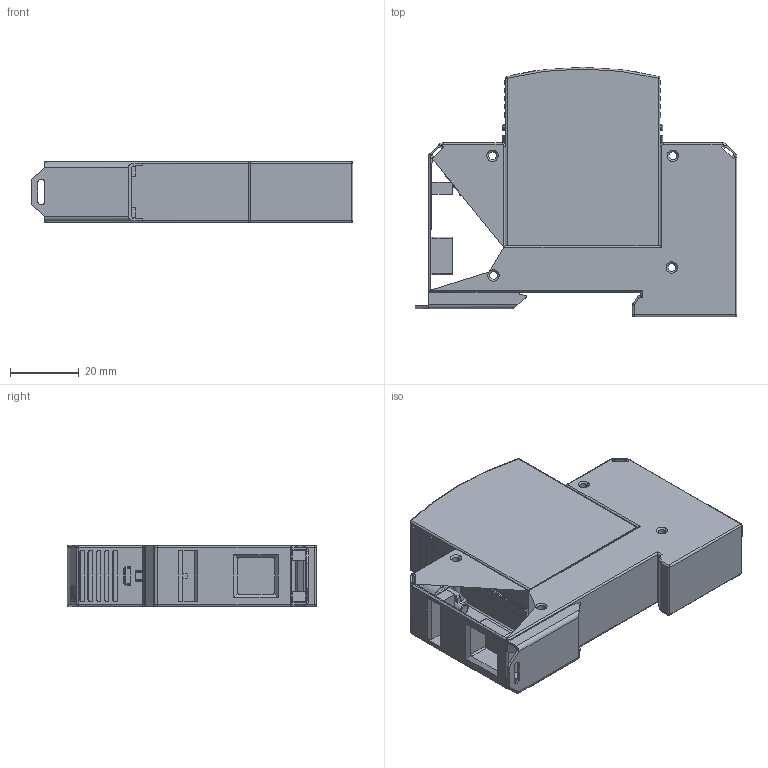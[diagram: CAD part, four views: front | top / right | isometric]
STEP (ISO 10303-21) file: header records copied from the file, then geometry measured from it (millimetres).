
FILE_DESCRIPTION((''),'2;1');
FILE_NAME('ETITEC_B_T12_1_0_RC_ASM','2021-02-02T',('marketing.praksa'),('Audax d.o.o.'),'CREO PARAMETRIC BY PTC INC, 2017480','CREO PARAMETRIC BY PTC INC, 2017480','');
FILE_SCHEMA(('AUTOMOTIVE_DESIGN { 1 0 10303 214 1 1 1 1 }'));
Products named in the file (18): BAZA_1TE_B2S_RC_ZASKOK_19_1_1_4; BAZA_1TE_B2S_RC_ZASKOK_19_2_1_2; BAZA_1TE_B2S_RC_ZASKOK_19_3_1_2; BAZA_1TE_B2S_RC_ZASKOK_19_ASM_5_ASM; OUTER_1TE_S_SHAPE_B2S_R_ASM_3_4_ASM; IZ506_504_ETITEC_B_1P0_RC_ASM_5_ASM; ASM0012_ASM_1_1_2_ASM; PRT0045; PRT0046; PRT0049; PRT0050; TMP_DWG_65_1_1_1_2_1_2_3_1_2__5; TMP_DWG_65_1_2_1_2_1_2_3_1_2__5; TMP_DWG_65_1_3_1_2_1_2_3_1_2__5; ASM0011_1_2_3_4_ASM; ASM0032_ASM; PRT0051; ETITEC_B_T12_1_0_RC_ASM
Assembly tree (17 placements, depth 6):
  ETITEC_B_T12_1_0_RC_ASM
    ASM0012_ASM_1_1_2_ASM
      IZ506_504_ETITEC_B_1P0_RC_ASM_5_ASM
        OUTER_1TE_S_SHAPE_B2S_R_ASM_3_4_ASM
          BAZA_1TE_B2S_RC_ZASKOK_19_ASM_5_ASM
            BAZA_1TE_B2S_RC_ZASKOK_19_1_1_4
            BAZA_1TE_B2S_RC_ZASKOK_19_2_1_2
            BAZA_1TE_B2S_RC_ZASKOK_19_3_1_2
    PRT0045
    PRT0046
    PRT0049
    PRT0050
    ASM0032_ASM
      ASM0011_1_2_3_4_ASM
        TMP_DWG_65_1_1_1_2_1_2_3_1_2__5
        TMP_DWG_65_1_2_1_2_1_2_3_1_2__5
        TMP_DWG_65_1_3_1_2_1_2_3_1_2__5
    PRT0051
Bounding box: 93.9 x 72.7 x 17.8 mm (x, y, z)
Volume: 87559.2 mm3; surface area: 24950.9 mm2
Topology: 11 solids, 15 shells, 636 faces, 1703 edges, 1101 vertices
Faces by surface type: plane 340, cylinder 200, cone 32, torus 30, sphere 18, bspline 16
Entity records: 30478 total; most frequent: CARTESIAN_POINT 4871, ORIENTED_EDGE 3370, DIRECTION 3360, PRESENTATION_STYLE_ASSIGNMENT 2188, STYLED_ITEM 2188, CURVE_STYLE 1685, EDGE_CURVE 1685, AXIS2_PLACEMENT_3D 1176
